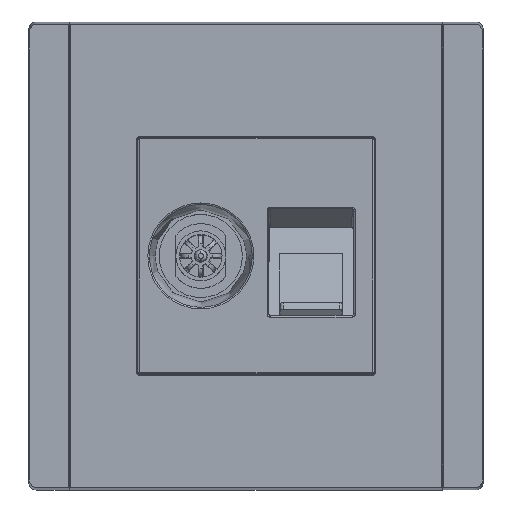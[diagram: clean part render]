
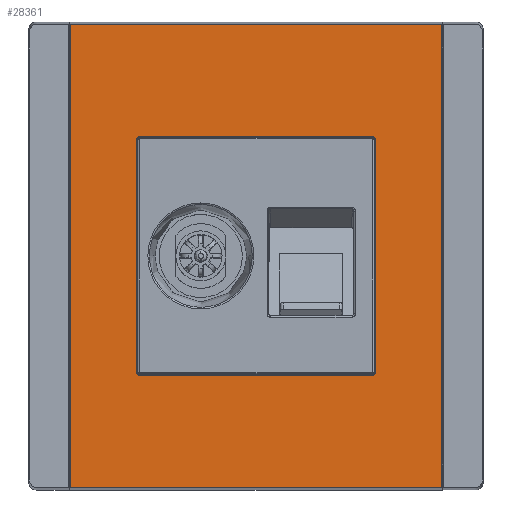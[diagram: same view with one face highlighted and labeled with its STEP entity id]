
A CAD part, top view. The second image highlights one B-rep face of the part: STEP entity #28361.
In plain terms, the highlighted planar face has unit normal (0, 0, 1).
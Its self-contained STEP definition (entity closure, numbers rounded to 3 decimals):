
#61 = CARTESIAN_POINT ( 'NONE',  ( 235.32, 144.091, 11.5 ) ) ;
#505 = ORIENTED_EDGE ( 'NONE', *, *, #106803, .T. ) ;
#2268 = CARTESIAN_POINT ( 'NONE',  ( 177.822, 77.322, 11.5 ) ) ;
#2874 = LINE ( 'NONE', #34703, #3596 ) ;
#3071 = EDGE_CURVE ( 'NONE', #86539, #23731, #97478, .T. ) ;
#3155 = CARTESIAN_POINT ( 'NONE',  ( 222.678, 122.178, 11.5 ) ) ;
#3596 = VECTOR ( 'NONE', #85424, 1000. ) ;
#6494 = VECTOR ( 'NONE', #70692, 1000. ) ;
#8837 = VERTEX_POINT ( 'NONE', #73129 ) ;
#10112 = DIRECTION ( 'NONE',  ( 1., 0., 0. ) ) ;
#11173 = VERTEX_POINT ( 'NONE', #2268 ) ;
#11366 = CARTESIAN_POINT ( 'NONE',  ( 222.678, 77.822, 11.5 ) ) ;
#12179 = CARTESIAN_POINT ( 'NONE',  ( 222.178, 77.322, 11.5 ) ) ;
#12852 = EDGE_LOOP ( 'NONE', ( #24690, #105184, #73927, #25602 ) ) ;
#15204 = CARTESIAN_POINT ( 'NONE',  ( 177.322, 122.178, 11.5 ) ) ;
#17589 = CARTESIAN_POINT ( 'NONE',  ( 200., 122.678, 11.5 ) ) ;
#17923 = VERTEX_POINT ( 'NONE', #65380 ) ;
#17944 = PLANE ( 'NONE',  #106773 ) ;
#18115 = VERTEX_POINT ( 'NONE', #15204 ) ;
#20021 = EDGE_CURVE ( 'NONE', #69490, #21696, #33241, .T. ) ;
#21696 = VERTEX_POINT ( 'NONE', #101860 ) ;
#23121 = CARTESIAN_POINT ( 'NONE',  ( 222.178, 122.678, 11.5 ) ) ;
#23175 = EDGE_CURVE ( 'NONE', #11173, #99866, #24575, .T. ) ;
#23731 = VERTEX_POINT ( 'NONE', #46537 ) ;
#24575 = LINE ( 'NONE', #92019, #47256 ) ;
#24690 = ORIENTED_EDGE ( 'NONE', *, *, #3071, .T. ) ;
#24903 = CARTESIAN_POINT ( 'NONE',  ( 177.529, 77.322, 11.5 ) ) ;
#25049 = VECTOR ( 'NONE', #75580, 1000. ) ;
#25602 = ORIENTED_EDGE ( 'NONE', *, *, #68220, .T. ) ;
#26863 = FACE_BOUND ( 'NONE', #87704, .T. ) ;
#27786 = CARTESIAN_POINT ( 'NONE',  ( 235.32, 100., 11.5 ) ) ;
#28347 = CARTESIAN_POINT ( 'NONE',  ( 200., 144.091, 11.5 ) ) ;
#28361 = ADVANCED_FACE ( 'NONE', ( #103216, #26863 ), #17944, .T. ) ;
#28902 = LINE ( 'NONE', #28347, #6494 ) ;
#29077 = EDGE_CURVE ( 'NONE', #18115, #21696, #75672, .T. ) ;
#30767 = CARTESIAN_POINT ( 'NONE',  ( 164.68, 144.091, 11.5 ) ) ;
#31944 = EDGE_CURVE ( 'NONE', #48812, #99866, #102075, .T. ) ;
#32590 = CARTESIAN_POINT ( 'NONE',  ( 222.678, 122.178, 11.5 ) ) ;
#33241 = LINE ( 'NONE', #17589, #25049 ) ;
#34703 = CARTESIAN_POINT ( 'NONE',  ( 200., 55.909, 11.5 ) ) ;
#37270 = CARTESIAN_POINT ( 'NONE',  ( 222.678, 77.529, 11.5 ) ) ;
#38120 =( BOUNDED_CURVE ( )  B_SPLINE_CURVE ( 3, ( #49999, #24903, #58897, #76159 ),
 .UNSPECIFIED., .F., .F. ) 
 B_SPLINE_CURVE_WITH_KNOTS ( ( 4, 4 ),
 ( 5.498, 7.068 ),
 .UNSPECIFIED. ) 
 CURVE ( )  GEOMETRIC_REPRESENTATION_ITEM ( )  RATIONAL_B_SPLINE_CURVE ( ( 1., 0.805, 0.805, 1. ) ) 
 REPRESENTATION_ITEM ( '' )  );
#39734 = ORIENTED_EDGE ( 'NONE', *, *, #31944, .T. ) ;
#40946 = CARTESIAN_POINT ( 'NONE',  ( 222.471, 122.678, 11.5 ) ) ;
#42658 = ORIENTED_EDGE ( 'NONE', *, *, #70146, .F. ) ;
#46537 = CARTESIAN_POINT ( 'NONE',  ( 164.68, 55.909, 11.5 ) ) ;
#46750 = DIRECTION ( 'NONE',  ( 0., -1., 0. ) ) ;
#47256 = VECTOR ( 'NONE', #78442, 1000. ) ;
#48812 = VERTEX_POINT ( 'NONE', #11366 ) ;
#49999 = CARTESIAN_POINT ( 'NONE',  ( 177.822, 77.322, 11.5 ) ) ;
#51232 = CARTESIAN_POINT ( 'NONE',  ( 222.178, 77.322, 11.5 ) ) ;
#51841 = ORIENTED_EDGE ( 'NONE', *, *, #68029, .F. ) ;
#52331 = LINE ( 'NONE', #86311, #86611 ) ;
#54531 = LINE ( 'NONE', #27786, #100872 ) ;
#55109 = CARTESIAN_POINT ( 'NONE',  ( 164.68, 100., 11.5 ) ) ;
#57610 = EDGE_CURVE ( 'NONE', #69490, #85741, #98836, .T. ) ;
#58897 = CARTESIAN_POINT ( 'NONE',  ( 177.322, 77.529, 11.5 ) ) ;
#59048 = DIRECTION ( 'NONE',  ( 0., 1., 0. ) ) ;
#59895 = VECTOR ( 'NONE', #85242, 1000. ) ;
#60147 = CARTESIAN_POINT ( 'NONE',  ( 177.322, 100., 11.5 ) ) ;
#60853 = DIRECTION ( 'NONE',  ( 0., 0., 1. ) ) ;
#65380 = CARTESIAN_POINT ( 'NONE',  ( 177.322, 77.822, 11.5 ) ) ;
#65958 = CARTESIAN_POINT ( 'NONE',  ( 177.529, 122.678, 11.5 ) ) ;
#68029 = EDGE_CURVE ( 'NONE', #18115, #17923, #110349, .T. ) ;
#68220 = EDGE_CURVE ( 'NONE', #69142, #86539, #28902, .T. ) ;
#69142 = VERTEX_POINT ( 'NONE', #61 ) ;
#69490 = VERTEX_POINT ( 'NONE', #103033 ) ;
#69980 = ORIENTED_EDGE ( 'NONE', *, *, #23175, .F. ) ;
#70144 = CARTESIAN_POINT ( 'NONE',  ( 222.678, 77.822, 11.5 ) ) ;
#70146 = EDGE_CURVE ( 'NONE', #48812, #85741, #52331, .T. ) ;
#70291 = EDGE_CURVE ( 'NONE', #8837, #69142, #54531, .T. ) ;
#70692 = DIRECTION ( 'NONE',  ( -1., 0., 0. ) ) ;
#71574 = ORIENTED_EDGE ( 'NONE', *, *, #57610, .T. ) ;
#73129 = CARTESIAN_POINT ( 'NONE',  ( 235.32, 55.909, 11.5 ) ) ;
#73927 = ORIENTED_EDGE ( 'NONE', *, *, #70291, .T. ) ;
#75580 = DIRECTION ( 'NONE',  ( -1., 0., 0. ) ) ;
#75672 =( BOUNDED_CURVE ( )  B_SPLINE_CURVE ( 3, ( #108890, #109437, #65958, #81183 ),
 .UNSPECIFIED., .F., .F. ) 
 B_SPLINE_CURVE_WITH_KNOTS ( ( 4, 4 ),
 ( 5.498, 7.068 ),
 .UNSPECIFIED. ) 
 CURVE ( )  GEOMETRIC_REPRESENTATION_ITEM ( )  RATIONAL_B_SPLINE_CURVE ( ( 1., 0.805, 0.805, 1. ) ) 
 REPRESENTATION_ITEM ( '' )  );
#76159 = CARTESIAN_POINT ( 'NONE',  ( 177.322, 77.822, 11.5 ) ) ;
#78442 = DIRECTION ( 'NONE',  ( 1., 0., 0. ) ) ;
#81183 = CARTESIAN_POINT ( 'NONE',  ( 177.822, 122.678, 11.5 ) ) ;
#81261 = VECTOR ( 'NONE', #46750, 1000. ) ;
#85242 = DIRECTION ( 'NONE',  ( 0., -1., 0. ) ) ;
#85424 = DIRECTION ( 'NONE',  ( 1., 0., 0. ) ) ;
#85741 = VERTEX_POINT ( 'NONE', #3155 ) ;
#86311 = CARTESIAN_POINT ( 'NONE',  ( 222.678, 100., 11.5 ) ) ;
#86539 = VERTEX_POINT ( 'NONE', #30767 ) ;
#86611 = VECTOR ( 'NONE', #59048, 1000. ) ;
#87704 = EDGE_LOOP ( 'NONE', ( #69980, #505, #51841, #97184, #92410, #71574, #42658, #39734 ) ) ;
#91669 = CARTESIAN_POINT ( 'NONE',  ( 222.678, 122.471, 11.5 ) ) ;
#92019 = CARTESIAN_POINT ( 'NONE',  ( 200., 77.322, 11.5 ) ) ;
#92410 = ORIENTED_EDGE ( 'NONE', *, *, #20021, .F. ) ;
#94319 = CARTESIAN_POINT ( 'NONE',  ( 200., 100., 11.5 ) ) ;
#97184 = ORIENTED_EDGE ( 'NONE', *, *, #29077, .T. ) ;
#97478 = LINE ( 'NONE', #55109, #81261 ) ;
#98015 = DIRECTION ( 'NONE',  ( 0., 1., 0. ) ) ;
#98836 =( BOUNDED_CURVE ( )  B_SPLINE_CURVE ( 3, ( #23121, #40946, #91669, #32590 ),
 .UNSPECIFIED., .F., .F. ) 
 B_SPLINE_CURVE_WITH_KNOTS ( ( 4, 4 ),
 ( 5.498, 7.068 ),
 .UNSPECIFIED. ) 
 CURVE ( )  GEOMETRIC_REPRESENTATION_ITEM ( )  RATIONAL_B_SPLINE_CURVE ( ( 1., 0.805, 0.805, 1. ) ) 
 REPRESENTATION_ITEM ( '' )  );
#99866 = VERTEX_POINT ( 'NONE', #51232 ) ;
#100872 = VECTOR ( 'NONE', #98015, 1000. ) ;
#101860 = CARTESIAN_POINT ( 'NONE',  ( 177.822, 122.678, 11.5 ) ) ;
#102075 =( BOUNDED_CURVE ( )  B_SPLINE_CURVE ( 3, ( #70144, #37270, #104713, #12179 ),
 .UNSPECIFIED., .F., .F. ) 
 B_SPLINE_CURVE_WITH_KNOTS ( ( 4, 4 ),
 ( 5.498, 7.068 ),
 .UNSPECIFIED. ) 
 CURVE ( )  GEOMETRIC_REPRESENTATION_ITEM ( )  RATIONAL_B_SPLINE_CURVE ( ( 1., 0.805, 0.805, 1. ) ) 
 REPRESENTATION_ITEM ( '' )  );
#103033 = CARTESIAN_POINT ( 'NONE',  ( 222.178, 122.678, 11.5 ) ) ;
#103216 = FACE_OUTER_BOUND ( 'NONE', #12852, .T. ) ;
#104065 = EDGE_CURVE ( 'NONE', #23731, #8837, #2874, .T. ) ;
#104713 = CARTESIAN_POINT ( 'NONE',  ( 222.471, 77.322, 11.5 ) ) ;
#105184 = ORIENTED_EDGE ( 'NONE', *, *, #104065, .T. ) ;
#106773 = AXIS2_PLACEMENT_3D ( 'NONE', #94319, #60853, #10112 ) ;
#106803 = EDGE_CURVE ( 'NONE', #11173, #17923, #38120, .T. ) ;
#108890 = CARTESIAN_POINT ( 'NONE',  ( 177.322, 122.178, 11.5 ) ) ;
#109437 = CARTESIAN_POINT ( 'NONE',  ( 177.322, 122.471, 11.5 ) ) ;
#110349 = LINE ( 'NONE', #60147, #59895 ) ;
